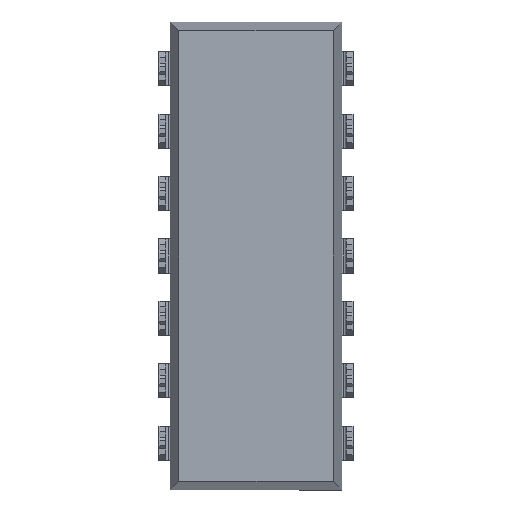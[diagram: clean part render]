
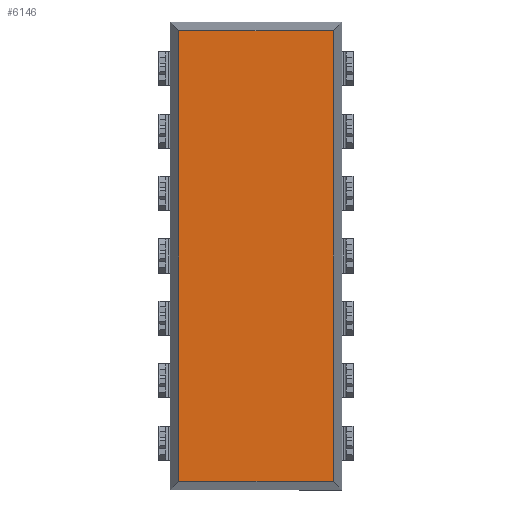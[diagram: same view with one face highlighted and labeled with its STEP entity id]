
A CAD part, front view. The second image highlights one B-rep face of the part: STEP entity #6146.
In plain terms, the highlighted planar face has unit normal (0, -1, 0).
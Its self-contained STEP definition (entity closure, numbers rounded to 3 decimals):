
#126 = EDGE_CURVE ( 'NONE', #8450, #4508, #7625, .T. ) ;
#257 = CARTESIAN_POINT ( 'NONE',  ( -3.142, 0.39, 9.525 ) ) ;
#434 = EDGE_LOOP ( 'NONE', ( #5535, #831, #4160, #1788 ) ) ;
#828 = AXIS2_PLACEMENT_3D ( 'NONE', #2272, #3736, #6192 ) ;
#831 = ORIENTED_EDGE ( 'NONE', *, *, #7635, .F. ) ;
#992 = LINE ( 'NONE', #257, #3870 ) ;
#1285 = EDGE_CURVE ( 'NONE', #4508, #9215, #6712, .T. ) ;
#1788 = ORIENTED_EDGE ( 'NONE', *, *, #1285, .F. ) ;
#1815 = CARTESIAN_POINT ( 'NONE',  ( 3.142, 0.39, -9.175 ) ) ;
#2034 = DIRECTION ( 'NONE',  ( -1., 0., 0. ) ) ;
#2272 = CARTESIAN_POINT ( 'NONE',  ( 0., 0.39, 0. ) ) ;
#2540 = VECTOR ( 'NONE', #4275, 1000. ) ;
#3736 = DIRECTION ( 'NONE',  ( 0., -1., 0. ) ) ;
#3870 = VECTOR ( 'NONE', #8083, 1000. ) ;
#3915 = VECTOR ( 'NONE', #2034, 1000. ) ;
#3937 = FACE_OUTER_BOUND ( 'NONE', #434, .T. ) ;
#3961 = VERTEX_POINT ( 'NONE', #9018 ) ;
#4160 = ORIENTED_EDGE ( 'NONE', *, *, #7371, .F. ) ;
#4275 = DIRECTION ( 'NONE',  ( 1., 0., 0. ) ) ;
#4508 = VERTEX_POINT ( 'NONE', #9485 ) ;
#4968 = CARTESIAN_POINT ( 'NONE',  ( -3.142, 0.39, 9.175 ) ) ;
#5425 = LINE ( 'NONE', #6046, #3915 ) ;
#5535 = ORIENTED_EDGE ( 'NONE', *, *, #126, .F. ) ;
#6046 = CARTESIAN_POINT ( 'NONE',  ( -3.493, 0.39, -9.175 ) ) ;
#6146 = ADVANCED_FACE ( 'NONE', ( #3937 ), #8700, .T. ) ;
#6192 = DIRECTION ( 'NONE',  ( 0., 0., -1. ) ) ;
#6394 = VECTOR ( 'NONE', #6608, 1000. ) ;
#6608 = DIRECTION ( 'NONE',  ( 0., 0., -1. ) ) ;
#6712 = LINE ( 'NONE', #9123, #6394 ) ;
#7371 = EDGE_CURVE ( 'NONE', #9215, #3961, #5425, .T. ) ;
#7406 = CARTESIAN_POINT ( 'NONE',  ( 3.493, 0.39, 9.175 ) ) ;
#7625 = LINE ( 'NONE', #7406, #2540 ) ;
#7635 = EDGE_CURVE ( 'NONE', #3961, #8450, #992, .T. ) ;
#8083 = DIRECTION ( 'NONE',  ( 0., 0., 1. ) ) ;
#8450 = VERTEX_POINT ( 'NONE', #4968 ) ;
#8700 = PLANE ( 'NONE',  #828 ) ;
#9018 = CARTESIAN_POINT ( 'NONE',  ( -3.142, 0.39, -9.175 ) ) ;
#9123 = CARTESIAN_POINT ( 'NONE',  ( 3.142, 0.39, -9.525 ) ) ;
#9215 = VERTEX_POINT ( 'NONE', #1815 ) ;
#9485 = CARTESIAN_POINT ( 'NONE',  ( 3.142, 0.39, 9.175 ) ) ;
